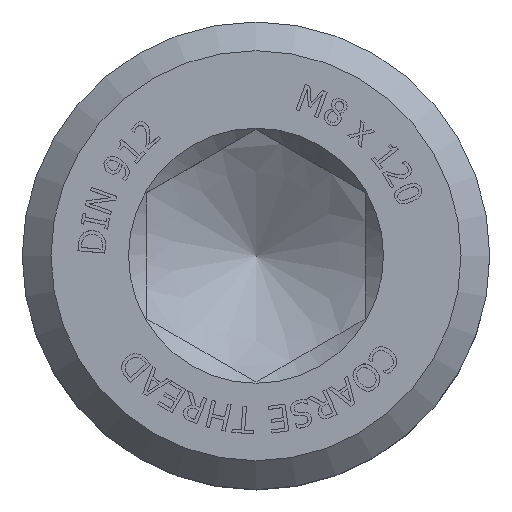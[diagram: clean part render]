
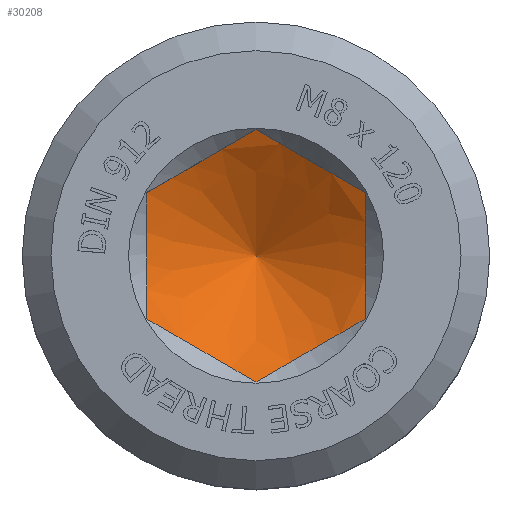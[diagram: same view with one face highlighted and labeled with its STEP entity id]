
A CAD part, top view. The second image highlights one B-rep face of the part: STEP entity #30208.
In plain terms, the highlighted conical face has half-angle 60 degrees and reference radius 2.6 mm.
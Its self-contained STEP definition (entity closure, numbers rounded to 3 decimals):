
#29856=CARTESIAN_POINT('',(0.,3.51,-4.0));
#29857=VERTEX_POINT('',#29856);
#29864=CARTESIAN_POINT('',(3.04,1.755,-4.0));
#29865=VERTEX_POINT('',#29864);
#29866=CARTESIAN_POINT('',(3.04,1.755,-4.0));
#29867=CARTESIAN_POINT('',(1.52,2.633,-4.507));
#29868=CARTESIAN_POINT('',(0.,3.51,-4.0));
#29876=(BOUNDED_CURVE()B_SPLINE_CURVE(2,(#29866,#29867,#29868),.UNSPECIFIED.,.F.,.U.)B_SPLINE_CURVE_WITH_KNOTS((3,3),(0.21,0.67),.UNSPECIFIED.)CURVE()GEOMETRIC_REPRESENTATION_ITEM()RATIONAL_B_SPLINE_CURVE((1.258,1.453,1.258))REPRESENTATION_ITEM(''));
#29877=EDGE_CURVE('',#29865,#29857,#29876,.T.);
#29894=CARTESIAN_POINT('',(-3.04,1.755,-4.0));
#29895=VERTEX_POINT('',#29894);
#29902=CARTESIAN_POINT('',(0.,3.51,-4.0));
#29903=CARTESIAN_POINT('',(-1.52,2.633,-4.507));
#29904=CARTESIAN_POINT('',(-3.04,1.755,-4.0));
#29912=(BOUNDED_CURVE()B_SPLINE_CURVE(2,(#29902,#29903,#29904),.UNSPECIFIED.,.F.,.U.)B_SPLINE_CURVE_WITH_KNOTS((3,3),(0.21,0.67),.UNSPECIFIED.)CURVE()GEOMETRIC_REPRESENTATION_ITEM()RATIONAL_B_SPLINE_CURVE((1.258,1.453,1.258))REPRESENTATION_ITEM(''));
#29913=EDGE_CURVE('',#29857,#29895,#29912,.T.);
#29925=CARTESIAN_POINT('',(-3.04,-1.755,-4.0));
#29926=VERTEX_POINT('',#29925);
#29933=CARTESIAN_POINT('',(-3.04,1.755,-4.0));
#29934=CARTESIAN_POINT('',(-3.04,0.,-4.507));
#29935=CARTESIAN_POINT('',(-3.04,-1.755,-4.0));
#29943=(BOUNDED_CURVE()B_SPLINE_CURVE(2,(#29933,#29934,#29935),.UNSPECIFIED.,.F.,.U.)B_SPLINE_CURVE_WITH_KNOTS((3,3),(0.21,0.67),.UNSPECIFIED.)CURVE()GEOMETRIC_REPRESENTATION_ITEM()RATIONAL_B_SPLINE_CURVE((1.258,1.453,1.258))REPRESENTATION_ITEM(''));
#29944=EDGE_CURVE('',#29895,#29926,#29943,.T.);
#29956=CARTESIAN_POINT('',(0.,-3.51,-4.0));
#29957=VERTEX_POINT('',#29956);
#29964=CARTESIAN_POINT('',(-3.04,-1.755,-4.0));
#29965=CARTESIAN_POINT('',(-1.52,-2.633,-4.507));
#29966=CARTESIAN_POINT('',(0.,-3.51,-4.0));
#29974=(BOUNDED_CURVE()B_SPLINE_CURVE(2,(#29964,#29965,#29966),.UNSPECIFIED.,.F.,.U.)B_SPLINE_CURVE_WITH_KNOTS((3,3),(0.21,0.67),.UNSPECIFIED.)CURVE()GEOMETRIC_REPRESENTATION_ITEM()RATIONAL_B_SPLINE_CURVE((1.258,1.453,1.258))REPRESENTATION_ITEM(''));
#29975=EDGE_CURVE('',#29926,#29957,#29974,.T.);
#29987=CARTESIAN_POINT('',(3.04,-1.755,-4.));
#29988=VERTEX_POINT('',#29987);
#29995=CARTESIAN_POINT('',(0.,-3.51,-4.0));
#29996=CARTESIAN_POINT('',(1.52,-2.633,-4.507));
#29997=CARTESIAN_POINT('',(3.04,-1.755,-4.));
#30005=(BOUNDED_CURVE()B_SPLINE_CURVE(2,(#29995,#29996,#29997),.UNSPECIFIED.,.F.,.U.)B_SPLINE_CURVE_WITH_KNOTS((3,3),(0.21,0.67),.UNSPECIFIED.)CURVE()GEOMETRIC_REPRESENTATION_ITEM()RATIONAL_B_SPLINE_CURVE((1.258,1.453,1.258))REPRESENTATION_ITEM(''));
#30006=EDGE_CURVE('',#29957,#29988,#30005,.T.);
#30019=CARTESIAN_POINT('',(3.04,-1.755,-4.));
#30020=CARTESIAN_POINT('',(3.04,0.,-4.507));
#30021=CARTESIAN_POINT('',(3.04,1.755,-4.0));
#30029=(BOUNDED_CURVE()B_SPLINE_CURVE(2,(#30019,#30020,#30021),.UNSPECIFIED.,.F.,.U.)B_SPLINE_CURVE_WITH_KNOTS((3,3),(0.21,0.67),.UNSPECIFIED.)CURVE()GEOMETRIC_REPRESENTATION_ITEM()RATIONAL_B_SPLINE_CURVE((1.258,1.453,1.258))REPRESENTATION_ITEM(''));
#30030=EDGE_CURVE('',#29988,#29865,#30029,.T.);
#30195=CARTESIAN_POINT('',(0.0,0.,-4.526));
#30196=DIRECTION('',(0.0,0.,1.0));
#30197=DIRECTION('',(0.0,1.0,0.0));
#30198=AXIS2_PLACEMENT_3D('',#30195,#30196,#30197);
#30199=CONICAL_SURFACE('',#30198,2.6,60.);
#30200=ORIENTED_EDGE('',*,*,#29944,.T.);
#30201=ORIENTED_EDGE('',*,*,#29975,.T.);
#30202=ORIENTED_EDGE('',*,*,#30006,.T.);
#30203=ORIENTED_EDGE('',*,*,#30030,.T.);
#30204=ORIENTED_EDGE('',*,*,#29877,.T.);
#30205=ORIENTED_EDGE('',*,*,#29913,.T.);
#30206=EDGE_LOOP('',(#30200,#30201,#30202,#30203,#30204,#30205));
#30207=FACE_OUTER_BOUND('',#30206,.T.);
#30208=ADVANCED_FACE('',(#30207),#30199,.F.);
